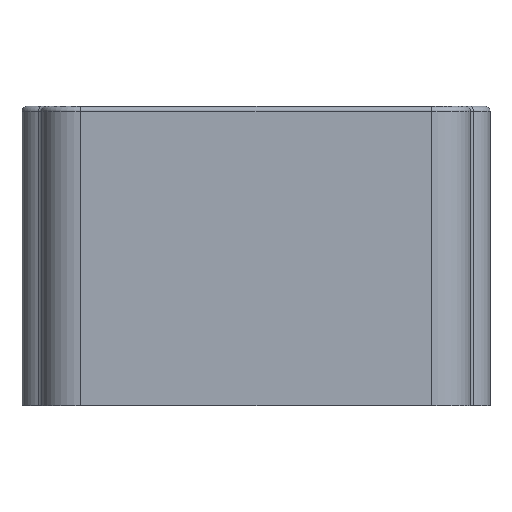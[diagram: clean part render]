
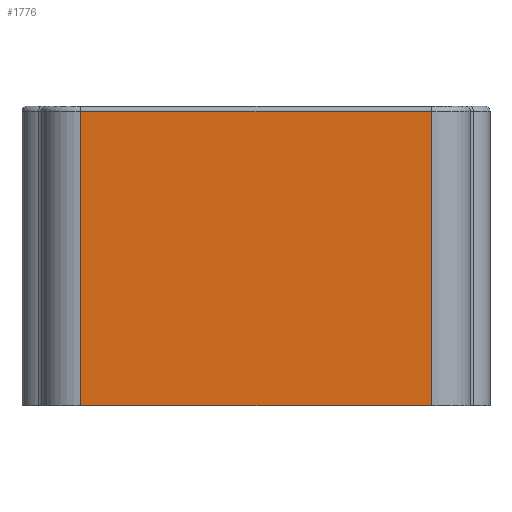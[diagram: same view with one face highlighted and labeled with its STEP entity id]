
A CAD part, front view. The second image highlights one B-rep face of the part: STEP entity #1776.
In plain terms, the highlighted planar face has unit normal (0, -1, 0).
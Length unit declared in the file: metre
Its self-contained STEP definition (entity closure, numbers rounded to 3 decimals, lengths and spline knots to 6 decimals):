
#1776=ADVANCED_FACE('0:1326',(#3227),#3228,.T.);
#3227=FACE_OUTER_BOUND('',#8815,.T.);
#3228=PLANE('',#8816);
#8815=EDGE_LOOP('',(#12726,#12727,#12728,#12729));
#8816=AXIS2_PLACEMENT_3D('',#12730,#12731,#12732);
#12726=ORIENTED_EDGE('',*,*,#14689,.T.);
#12727=ORIENTED_EDGE('',*,*,#14955,.F.);
#12728=ORIENTED_EDGE('',*,*,#13982,.F.);
#12729=ORIENTED_EDGE('',*,*,#14956,.T.);
#12730=CARTESIAN_POINT('',(-0.0129,-0.010525,0.0));
#12731=DIRECTION('',(0.0,-1.0,0.0));
#12732=DIRECTION('',(0.0,0.0,-1.0));
#13982=EDGE_CURVE('0:1595',#17137,#17040,#17139,.F.);
#14689=EDGE_CURVE('0:3779',#18273,#18270,#18275,.F.);
#14955=EDGE_CURVE('0:4673',#17040,#18270,#18661,.F.);
#14956=EDGE_CURVE('0:4676',#17137,#18273,#18662,.T.);
#17040=VERTEX_POINT('',#19233);
#17137=VERTEX_POINT('',#19349);
#17139=LINE('',#19351,#19352);
#18270=VERTEX_POINT('',#22349);
#18273=VERTEX_POINT('',#22352);
#18275=LINE('',#22354,#22355);
#18661=LINE('',#23312,#23313);
#18662=LINE('',#23314,#23315);
#19233=CARTESIAN_POINT('',(-0.01055,-0.010525,-0.0015));
#19349=CARTESIAN_POINT('',(0.01055,-0.010525,-0.0015));
#19351=CARTESIAN_POINT('',(0.,-0.010525,-0.0015));
#19352=VECTOR('',#23524,0.001);
#22349=CARTESIAN_POINT('',(-0.01055,-0.010525,0.0162));
#22352=CARTESIAN_POINT('',(0.01055,-0.010525,0.0162));
#22354=CARTESIAN_POINT('',(0.0,-0.010525,0.0162));
#22355=VECTOR('',#24304,0.001);
#23312=CARTESIAN_POINT('',(-0.01055,-0.010525,-0.0005));
#23313=VECTOR('',#24624,0.001);
#23314=CARTESIAN_POINT('',(0.01055,-0.010525,0.00735));
#23315=VECTOR('',#24625,0.001);
#23524=DIRECTION('',(1.0,0.0,0.0));
#24304=DIRECTION('',(1.0,0.0,0.0));
#24624=DIRECTION('',(0.0,0.0,-1.0));
#24625=DIRECTION('',(0.0,0.0,1.0));
